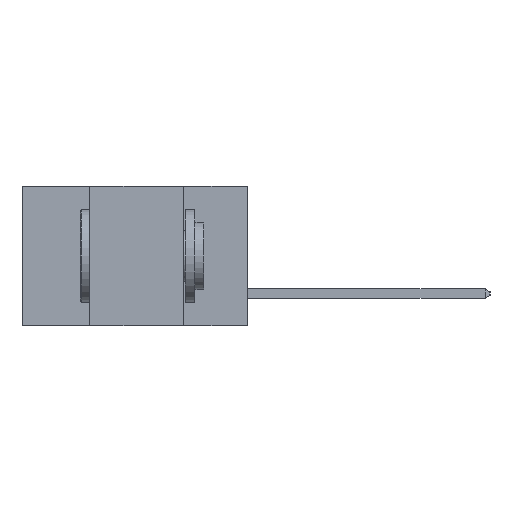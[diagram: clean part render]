
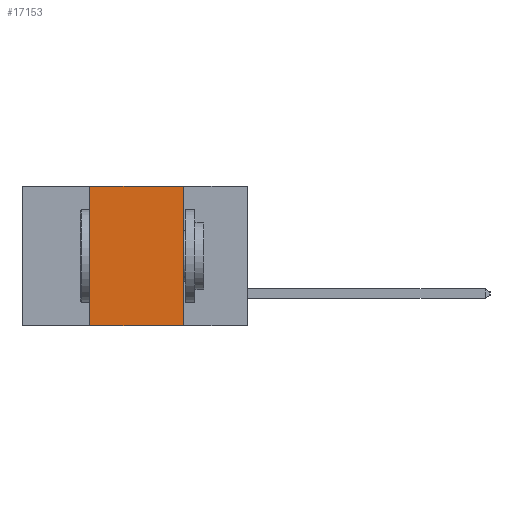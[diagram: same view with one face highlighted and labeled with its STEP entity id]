
A CAD part, left-side view. The second image highlights one B-rep face of the part: STEP entity #17153.
In plain terms, the highlighted planar face has unit normal (-1, 0, 0).
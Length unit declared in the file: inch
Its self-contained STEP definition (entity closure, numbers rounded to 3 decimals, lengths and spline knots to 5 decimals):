
#15 = ORIENTED_EDGE ( 'NONE', *, *, #2352, .F. ) ;
#1340 = LINE ( 'NONE', #5723, #7032 ) ;
#2352 = EDGE_CURVE ( 'NONE', #10537, #21375, #14899, .T. ) ;
#2774 = ORIENTED_EDGE ( 'NONE', *, *, #17326, .T. ) ;
#3918 = VECTOR ( 'NONE', #26150, 39.37008 ) ;
#5040 = ORIENTED_EDGE ( 'NONE', *, *, #12466, .F. ) ;
#5537 = FACE_OUTER_BOUND ( 'NONE', #13201, .T. ) ;
#5723 = CARTESIAN_POINT ( 'NONE',  ( 0., 0.42, 0. ) ) ;
#7032 = VECTOR ( 'NONE', #20784, 39.37008 ) ;
#7990 = DIRECTION ( 'NONE',  ( 0., -1., 0. ) ) ;
#8228 = VERTEX_POINT ( 'NONE', #11554 ) ;
#8440 = VECTOR ( 'NONE', #15220, 39.37008 ) ;
#9027 = CARTESIAN_POINT ( 'NONE',  ( 0., 0.6, 0. ) ) ;
#9617 = LINE ( 'NONE', #9027, #3918 ) ;
#10537 = VERTEX_POINT ( 'NONE', #11894 ) ;
#11066 = CARTESIAN_POINT ( 'NONE',  ( 0., 0.17, -0.37 ) ) ;
#11554 = CARTESIAN_POINT ( 'NONE',  ( 0., 0.42, -0.37 ) ) ;
#11658 = DIRECTION ( 'NONE',  ( 1., 0., 0. ) ) ;
#11894 = CARTESIAN_POINT ( 'NONE',  ( 0., 0.17, 0. ) ) ;
#12466 = EDGE_CURVE ( 'NONE', #24949, #10537, #9617, .T. ) ;
#13201 = EDGE_LOOP ( 'NONE', ( #15, #5040, #27020, #2774 ) ) ;
#14899 = LINE ( 'NONE', #20912, #8440 ) ;
#15220 = DIRECTION ( 'NONE',  ( 0., 0., -1. ) ) ;
#15996 = AXIS2_PLACEMENT_3D ( 'NONE', #24467, #11658, #26599 ) ;
#17153 = ADVANCED_FACE ( 'NONE', ( #5537 ), #22341, .F. ) ;
#17326 = EDGE_CURVE ( 'NONE', #8228, #21375, #23644, .T. ) ;
#17332 = VECTOR ( 'NONE', #7990, 39.37008 ) ;
#20784 = DIRECTION ( 'NONE',  ( 0., 0., 1. ) ) ;
#20912 = CARTESIAN_POINT ( 'NONE',  ( 0., 0.17, 0. ) ) ;
#21375 = VERTEX_POINT ( 'NONE', #11066 ) ;
#22341 = PLANE ( 'NONE',  #15996 ) ;
#22893 = CARTESIAN_POINT ( 'NONE',  ( 0., 0.6, -0.37 ) ) ;
#23644 = LINE ( 'NONE', #22893, #17332 ) ;
#24467 = CARTESIAN_POINT ( 'NONE',  ( 0., 0.6, 0. ) ) ;
#24949 = VERTEX_POINT ( 'NONE', #25898 ) ;
#25898 = CARTESIAN_POINT ( 'NONE',  ( 0., 0.42, 0. ) ) ;
#26150 = DIRECTION ( 'NONE',  ( 0., -1., 0. ) ) ;
#26599 = DIRECTION ( 'NONE',  ( 0., 0., -1. ) ) ;
#27020 = ORIENTED_EDGE ( 'NONE', *, *, #27256, .F. ) ;
#27256 = EDGE_CURVE ( 'NONE', #8228, #24949, #1340, .T. ) ;
